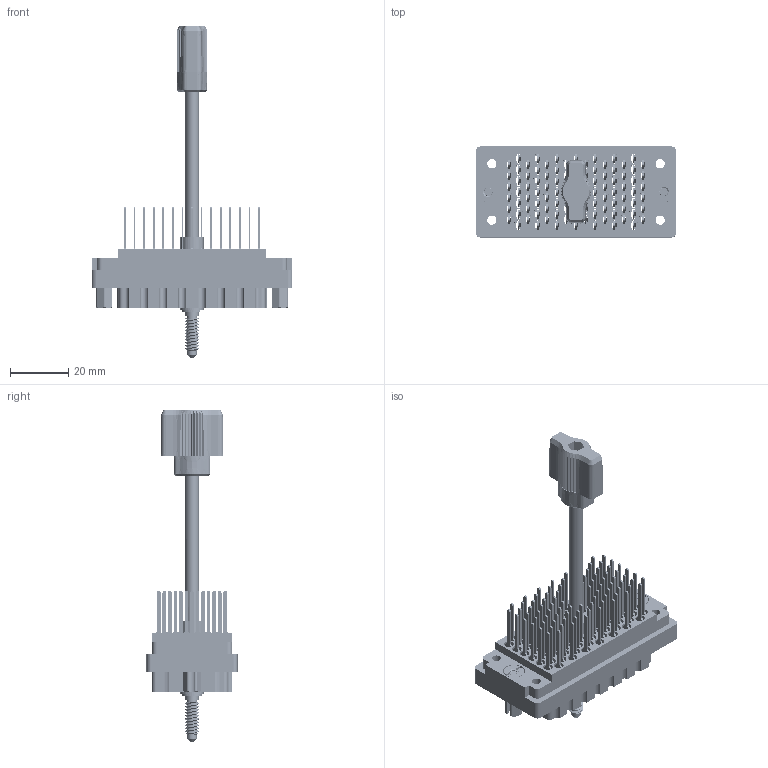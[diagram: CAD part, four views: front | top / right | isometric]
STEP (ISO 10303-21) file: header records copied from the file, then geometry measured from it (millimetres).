
FILE_DESCRIPTION (( 'STEP AP203' ), '1' );
FILE_NAME ('516-090-540-201.STEP', '2020-03-06T19:54:14', ( '' ), ( '' ), 'SwSTEP 2.0', 'SolidWorks 2016', '' );
FILE_SCHEMA (( 'CONFIG_CONTROL_DESIGN' ));
Length unit declared in the file: inch
Products named in the file (13): 516-253-095-100; 516-292-001_540 Contact; 516-251-095-100; 516-253-190-107; 516-254-091-109; 516 Part Receptacle_090; 516-250-091-111; 516-090-540-201; 516-221-090-102_091; Actuating Screw Assy 090-120; 516-221-090-102_090; 516-252-091-102; Grub Screw
Assembly tree (103 placements, depth 3):
  516-090-540-201
    516 Part Receptacle_090
    516-292-001_540 Contact  x90
    516-252-091-102  x2
    516-221-090-102_090
    Actuating Screw Assy 090-120
      516-251-095-100
      516-254-091-109
      516-253-095-100  x2
      516-253-190-107
      516-250-091-111
      Grub Screw
    516-221-090-102_091
Bounding box: 69.04 x 31.34 x 114.34 mm (x, y, z)
Volume: 29258.9 mm3; surface area: 53540.3 mm2
Topology: 102 solids, 102 shells, 8863 faces, 25617 edges, 16980 vertices
Faces by surface type: plane 5313, cylinder 2875, bspline 579, cone 96
Entity records: 96483 total; most frequent: CARTESIAN_POINT 27328, ORIENTED_EDGE 14022, DIRECTION 13411, EDGE_CURVE 7011, VECTOR 4825, LINE 4825, VERTEX_POINT 4638, AXIS2_PLACEMENT_3D 4293
